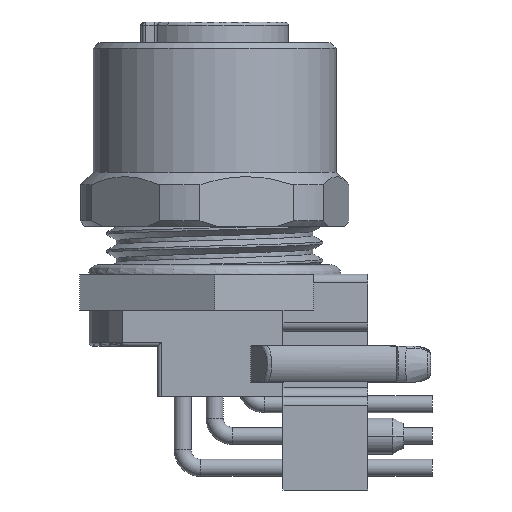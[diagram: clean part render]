
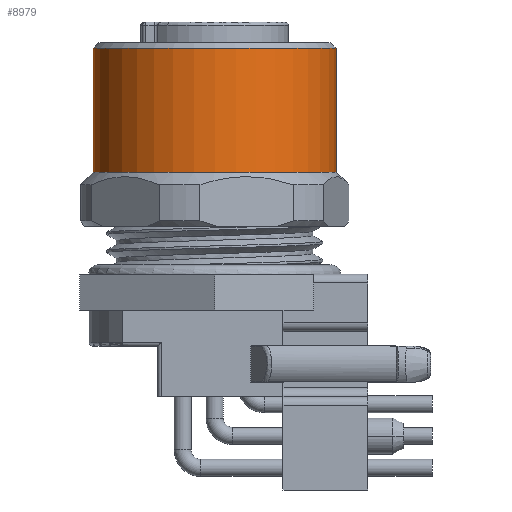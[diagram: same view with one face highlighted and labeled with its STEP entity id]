
A CAD part, left-side view. The second image highlights one B-rep face of the part: STEP entity #8979.
In plain terms, the highlighted cylindrical face has radius 6.75 mm (diameter 13.5 mm), a partial arc.
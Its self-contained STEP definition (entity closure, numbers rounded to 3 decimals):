
#857=CARTESIAN_POINT('',(0.,0.,-1.452));
#858=DIRECTION('',(0.,0.,1.));
#859=DIRECTION('',(0.,1.,0.));
#860=AXIS2_PLACEMENT_3D('',#857,#858,#859);
#872=DIRECTION('',(0.,0.,1.));
#873=VECTOR('',#872,6.9);
#874=CARTESIAN_POINT('',(0.,6.75,-8.352));
#875=LINE('',#874,#873);
#876=DIRECTION('',(0.,0.,1.));
#877=VECTOR('',#876,6.9);
#878=CARTESIAN_POINT('',(0.,-6.75,-8.352));
#879=LINE('',#878,#877);
#880=CARTESIAN_POINT('',(0.,0.,-8.352));
#881=DIRECTION('',(0.,0.,1.));
#882=DIRECTION('',(0.,1.,0.));
#883=AXIS2_PLACEMENT_3D('',#880,#881,#882);
#6528=CARTESIAN_POINT('',(0.,6.75,-8.352));
#6529=CARTESIAN_POINT('',(0.,6.75,-1.452));
#6530=VERTEX_POINT('',#6528);
#6531=VERTEX_POINT('',#6529);
#6538=CARTESIAN_POINT('',(0.,-6.75,-8.352));
#6539=CARTESIAN_POINT('',(0.,-6.75,-1.452));
#6540=VERTEX_POINT('',#6538);
#6541=VERTEX_POINT('',#6539);
#8967=CARTESIAN_POINT('',(0.,0.,-0.642));
#8968=DIRECTION('',(0.,0.,-1.));
#8969=DIRECTION('',(0.,-1.,0.));
#8970=AXIS2_PLACEMENT_3D('',#8967,#8968,#8969);
#8971=CYLINDRICAL_SURFACE('',#8970,6.75);
#8972=ORIENTED_EDGE('',*,*,#8957,.T.);
#8973=ORIENTED_EDGE('',*,*,#8934,.T.);
#8974=ORIENTED_EDGE('',*,*,#8961,.F.);
#8976=ORIENTED_EDGE('',*,*,#8975,.F.);
#8977=EDGE_LOOP('',(#8972,#8973,#8974,#8976));
#8978=FACE_OUTER_BOUND('',#8977,.F.);
#861=CIRCLE('',#860,6.75);
#884=CIRCLE('',#883,6.75);
#8934=EDGE_CURVE('',#6531,#6541,#861,.T.);
#8957=EDGE_CURVE('',#6530,#6531,#875,.T.);
#8961=EDGE_CURVE('',#6540,#6541,#879,.T.);
#8975=EDGE_CURVE('',#6530,#6540,#884,.T.);
#8979=ADVANCED_FACE('',(#8978),#8971,.T.);
